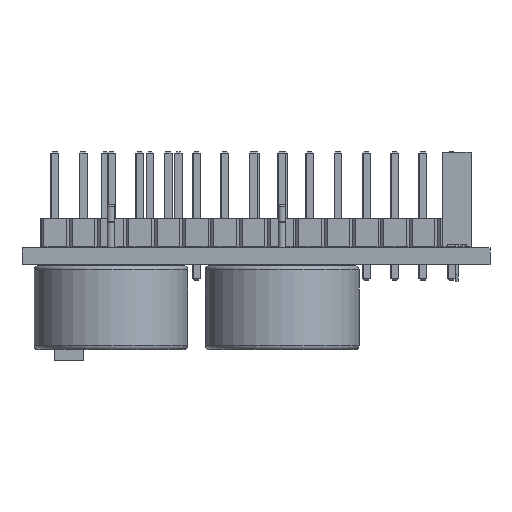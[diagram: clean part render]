
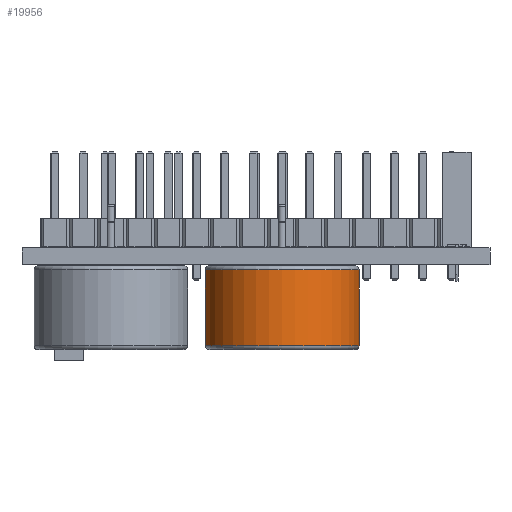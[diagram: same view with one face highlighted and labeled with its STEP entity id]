
A CAD part, left-side view. The second image highlights one B-rep face of the part: STEP entity #19956.
In plain terms, the highlighted cylindrical face has radius 6.9 mm (diameter 13.8 mm), a full revolution.
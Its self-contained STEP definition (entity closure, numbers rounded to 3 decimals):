
#19902 = VERTEX_POINT('',#19903);
#19903 = CARTESIAN_POINT('',(10.7,0.,0.375));
#19910 = EDGE_CURVE('',#19902,#19902,#19911,.T.);
#19911 = CIRCLE('',#19912,6.9);
#19912 = AXIS2_PLACEMENT_3D('',#19913,#19914,#19915);
#19913 = CARTESIAN_POINT('',(3.8,0.,0.375));
#19914 = DIRECTION('',(0.,0.,1.));
#19915 = DIRECTION('',(1.,0.,-0.));
#19956 = ADVANCED_FACE('',(#19957),#19976,.T.);
#19957 = FACE_BOUND('',#19958,.T.);
#19958 = EDGE_LOOP('',(#19959,#19960,#19968,#19975));
#19959 = ORIENTED_EDGE('',*,*,#19910,.T.);
#19960 = ORIENTED_EDGE('',*,*,#19961,.T.);
#19961 = EDGE_CURVE('',#19902,#19962,#19964,.T.);
#19962 = VERTEX_POINT('',#19963);
#19963 = CARTESIAN_POINT('',(10.7,0.,7.185));
#19964 = LINE('',#19965,#19966);
#19965 = CARTESIAN_POINT('',(10.7,0.,0.03));
#19966 = VECTOR('',#19967,1.);
#19967 = DIRECTION('',(0.,0.,1.));
#19968 = ORIENTED_EDGE('',*,*,#19969,.F.);
#19969 = EDGE_CURVE('',#19962,#19962,#19970,.T.);
#19970 = CIRCLE('',#19971,6.9);
#19971 = AXIS2_PLACEMENT_3D('',#19972,#19973,#19974);
#19972 = CARTESIAN_POINT('',(3.8,0.,7.185));
#19973 = DIRECTION('',(0.,0.,1.));
#19974 = DIRECTION('',(1.,0.,-0.));
#19975 = ORIENTED_EDGE('',*,*,#19961,.F.);
#19976 = CYLINDRICAL_SURFACE('',#19977,6.9);
#19977 = AXIS2_PLACEMENT_3D('',#19978,#19979,#19980);
#19978 = CARTESIAN_POINT('',(3.8,0.,0.03));
#19979 = DIRECTION('',(-0.,-0.,-1.));
#19980 = DIRECTION('',(1.,0.,0.));
